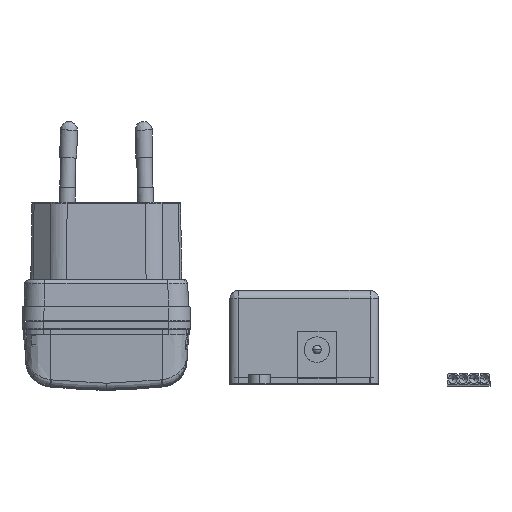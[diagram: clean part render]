
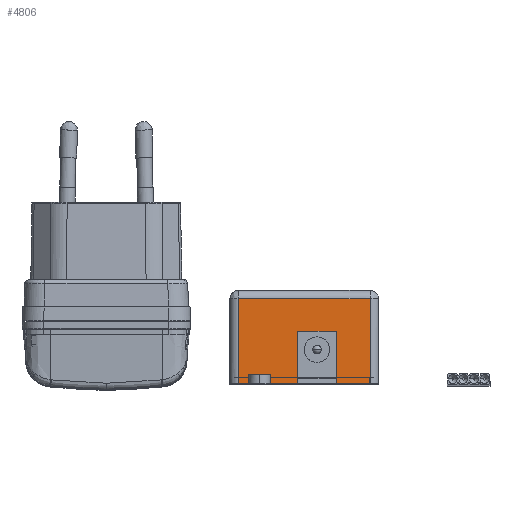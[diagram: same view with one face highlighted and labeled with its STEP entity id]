
A CAD part, top view. The second image highlights one B-rep face of the part: STEP entity #4806.
In plain terms, the highlighted planar face has unit normal (0, 0, 1).
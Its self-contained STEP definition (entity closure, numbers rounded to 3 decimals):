
#917 = CARTESIAN_POINT ( 'NONE',  ( 4.5, 12.4, 25. ) ) ;
#1734 = CARTESIAN_POINT ( 'NONE',  ( -1.5, 12.4, 25. ) ) ;
#2121 = B_SPLINE_CURVE_WITH_KNOTS ( 'NONE', 3,
 ( #44435, #42921, #46944, #27198 ),
 .UNSPECIFIED., .F., .F.,
 ( 4, 4 ),
 ( 0., 1. ),
 .UNSPECIFIED. ) ;
#2448 = CARTESIAN_POINT ( 'NONE',  ( -1.5, 0., 25. ) ) ;
#2808 = ORIENTED_EDGE ( 'NONE', *, *, #23083, .F. ) ;
#3380 = B_SPLINE_CURVE_WITH_KNOTS ( 'NONE', 3,
 ( #34882, #47411, #10630, #39127 ),
 .UNSPECIFIED., .F., .F.,
 ( 4, 4 ),
 ( 0., 1. ),
 .UNSPECIFIED. ) ;
#3891 = CARTESIAN_POINT ( 'NONE',  ( 7.5, 0., 25. ) ) ;
#3913 = B_SPLINE_CURVE_WITH_KNOTS ( 'NONE', 3,
 ( #2448, #22199, #18717, #5665 ),
 .UNSPECIFIED., .F., .F.,
 ( 4, 4 ),
 ( 0., 1. ),
 .UNSPECIFIED. ) ;
#3931 = CARTESIAN_POINT ( 'NONE',  ( 7.5, 0., 25. ) ) ;
#3960 = ORIENTED_EDGE ( 'NONE', *, *, #7470, .T. ) ;
#4462 = CARTESIAN_POINT ( 'NONE',  ( 15.5, 20., 25. ) ) ;
#4726 = CARTESIAN_POINT ( 'NONE',  ( -17.5, 22., 25. ) ) ;
#4806 = ADVANCED_FACE ( 'NONE', ( #41240 ), #36188, .F. ) ;
#5176 = EDGE_CURVE ( 'NONE', #30406, #47668, #38326, .T. ) ;
#5665 = CARTESIAN_POINT ( 'NONE',  ( -1.5, 12.4, 25. ) ) ;
#7120 = CARTESIAN_POINT ( 'NONE',  ( -5.833, 0., 25. ) ) ;
#7377 = CARTESIAN_POINT ( 'NONE',  ( -8., 0., 25. ) ) ;
#7470 = EDGE_CURVE ( 'NONE', #10410, #11268, #3913, .T. ) ;
#7604 = CARTESIAN_POINT ( 'NONE',  ( -8., 2.3, 25. ) ) ;
#7891 = EDGE_CURVE ( 'NONE', #20465, #9432, #35383, .T. ) ;
#7955 = DIRECTION ( 'NONE',  ( 0., -1., 0. ) ) ;
#8085 = EDGE_CURVE ( 'NONE', #9432, #44039, #30287, .T. ) ;
#8605 = B_SPLINE_CURVE_WITH_KNOTS ( 'NONE', 3,
 ( #1734, #37437, #917, #17207 ),
 .UNSPECIFIED., .F., .F.,
 ( 4, 4 ),
 ( 0., 1. ),
 .UNSPECIFIED. ) ;
#8996 = CARTESIAN_POINT ( 'NONE',  ( 15.5, 6.667, 25. ) ) ;
#9404 = CARTESIAN_POINT ( 'NONE',  ( 15.5, 0., 25. ) ) ;
#9432 = VERTEX_POINT ( 'NONE', #38117 ) ;
#9500 = CARTESIAN_POINT ( 'NONE',  ( -8., 2.3, 25. ) ) ;
#10410 = VERTEX_POINT ( 'NONE', #16886 ) ;
#10630 = CARTESIAN_POINT ( 'NONE',  ( -13., 0.767, 25. ) ) ;
#11268 = VERTEX_POINT ( 'NONE', #40489 ) ;
#11498 = CARTESIAN_POINT ( 'NONE',  ( -13., 2.3, 25. ) ) ;
#11659 = ORIENTED_EDGE ( 'NONE', *, *, #30289, .F. ) ;
#12418 = CARTESIAN_POINT ( 'NONE',  ( 7.5, 12.4, 25. ) ) ;
#14068 = CARTESIAN_POINT ( 'NONE',  ( -8., 0., 25. ) ) ;
#16064 = B_SPLINE_CURVE_WITH_KNOTS ( 'NONE', 3,
 ( #12418, #32404, #24153, #3891 ),
 .UNSPECIFIED., .F., .F.,
 ( 4, 4 ),
 ( 0., 1. ),
 .UNSPECIFIED. ) ;
#16531 = CARTESIAN_POINT ( 'NONE',  ( -15.5, 0., 25. ) ) ;
#16886 = CARTESIAN_POINT ( 'NONE',  ( -1.5, 0., 25. ) ) ;
#17106 = ORIENTED_EDGE ( 'NONE', *, *, #7891, .F. ) ;
#17114 = ORIENTED_EDGE ( 'NONE', *, *, #5176, .T. ) ;
#17207 = CARTESIAN_POINT ( 'NONE',  ( 7.5, 12.4, 25. ) ) ;
#18446 = CARTESIAN_POINT ( 'NONE',  ( -13.833, 0., 25. ) ) ;
#18593 = CARTESIAN_POINT ( 'NONE',  ( -1.5, 0., 25. ) ) ;
#18717 = CARTESIAN_POINT ( 'NONE',  ( -1.5, 8.267, 25. ) ) ;
#20377 = ORIENTED_EDGE ( 'NONE', *, *, #45646, .F. ) ;
#20465 = VERTEX_POINT ( 'NONE', #46468 ) ;
#20833 = B_SPLINE_CURVE_WITH_KNOTS ( 'NONE', 3,
 ( #42690, #30170, #34186, #26182 ),
 .UNSPECIFIED., .F., .F.,
 ( 4, 4 ),
 ( 0., 1. ),
 .UNSPECIFIED. ) ;
#21361 = EDGE_CURVE ( 'NONE', #23105, #36727, #16064, .T. ) ;
#22199 = CARTESIAN_POINT ( 'NONE',  ( -1.5, 4.133, 25. ) ) ;
#22602 = CARTESIAN_POINT ( 'NONE',  ( -8., 1.533, 25. ) ) ;
#23083 = EDGE_CURVE ( 'NONE', #47836, #31052, #52755, .T. ) ;
#23105 = VERTEX_POINT ( 'NONE', #27292 ) ;
#23950 = DIRECTION ( 'NONE',  ( 0., 0., -1. ) ) ;
#24153 = CARTESIAN_POINT ( 'NONE',  ( 7.5, 4.133, 25. ) ) ;
#24782 = CARTESIAN_POINT ( 'NONE',  ( -15.5, 20., 25. ) ) ;
#25414 = EDGE_CURVE ( 'NONE', #31052, #36727, #2121, .T. ) ;
#26182 = CARTESIAN_POINT ( 'NONE',  ( 15.5, 20., 25. ) ) ;
#26741 = ORIENTED_EDGE ( 'NONE', *, *, #37896, .T. ) ;
#26968 = CARTESIAN_POINT ( 'NONE',  ( -13., 0., 25. ) ) ;
#27198 = CARTESIAN_POINT ( 'NONE',  ( 7.5, 0., 25. ) ) ;
#27292 = CARTESIAN_POINT ( 'NONE',  ( 7.5, 12.4, 25. ) ) ;
#27590 = CARTESIAN_POINT ( 'NONE',  ( -11.333, 2.3, 25. ) ) ;
#27893 = EDGE_CURVE ( 'NONE', #30406, #20465, #3380, .T. ) ;
#29724 = ORIENTED_EDGE ( 'NONE', *, *, #8085, .F. ) ;
#30170 = CARTESIAN_POINT ( 'NONE',  ( -5.167, 20., 25. ) ) ;
#30287 = B_SPLINE_CURVE_WITH_KNOTS ( 'NONE', 3,
 ( #16531, #49321, #41035, #24782 ),
 .UNSPECIFIED., .F., .F.,
 ( 4, 4 ),
 ( 0., 1. ),
 .UNSPECIFIED. ) ;
#30289 = EDGE_CURVE ( 'NONE', #44039, #47836, #20833, .T. ) ;
#30290 = ORIENTED_EDGE ( 'NONE', *, *, #37737, .F. ) ;
#30318 = CARTESIAN_POINT ( 'NONE',  ( -8., 0.767, 25. ) ) ;
#30406 = VERTEX_POINT ( 'NONE', #11498 ) ;
#30597 = AXIS2_PLACEMENT_3D ( 'NONE', #4726, #23950, #7955 ) ;
#30841 = B_SPLINE_CURVE_WITH_KNOTS ( 'NONE', 3,
 ( #18593, #52163, #7120, #7377 ),
 .UNSPECIFIED., .F., .F.,
 ( 4, 4 ),
 ( 0., 1. ),
 .UNSPECIFIED. ) ;
#31052 = VERTEX_POINT ( 'NONE', #9404 ) ;
#31197 = ORIENTED_EDGE ( 'NONE', *, *, #21361, .T. ) ;
#31333 = CARTESIAN_POINT ( 'NONE',  ( -13., 2.3, 25. ) ) ;
#31703 = ORIENTED_EDGE ( 'NONE', *, *, #25414, .F. ) ;
#32404 = CARTESIAN_POINT ( 'NONE',  ( 7.5, 8.267, 25. ) ) ;
#32448 = CARTESIAN_POINT ( 'NONE',  ( -8., 0., 25. ) ) ;
#34186 = CARTESIAN_POINT ( 'NONE',  ( 5.167, 20., 25. ) ) ;
#34882 = CARTESIAN_POINT ( 'NONE',  ( -13., 2.3, 25. ) ) ;
#35383 = B_SPLINE_CURVE_WITH_KNOTS ( 'NONE', 3,
 ( #26968, #18446, #43211, #51766 ),
 .UNSPECIFIED., .F., .F.,
 ( 4, 4 ),
 ( 0., 1. ),
 .UNSPECIFIED. ) ;
#36136 = CARTESIAN_POINT ( 'NONE',  ( -8., 2.3, 25. ) ) ;
#36188 = PLANE ( 'NONE',  #30597 ) ;
#36727 = VERTEX_POINT ( 'NONE', #3931 ) ;
#37437 = CARTESIAN_POINT ( 'NONE',  ( 1.5, 12.4, 25. ) ) ;
#37737 = EDGE_CURVE ( 'NONE', #10410, #40078, #30841, .T. ) ;
#37896 = EDGE_CURVE ( 'NONE', #11268, #23105, #8605, .T. ) ;
#38117 = CARTESIAN_POINT ( 'NONE',  ( -15.5, 0., 25. ) ) ;
#38326 = B_SPLINE_CURVE_WITH_KNOTS ( 'NONE', 3,
 ( #31333, #27590, #44113, #7604 ),
 .UNSPECIFIED., .F., .F.,
 ( 4, 4 ),
 ( 0., 1. ),
 .UNSPECIFIED. ) ;
#39127 = CARTESIAN_POINT ( 'NONE',  ( -13., 0., 25. ) ) ;
#40078 = VERTEX_POINT ( 'NONE', #32448 ) ;
#40489 = CARTESIAN_POINT ( 'NONE',  ( -1.5, 12.4, 25. ) ) ;
#41035 = CARTESIAN_POINT ( 'NONE',  ( -15.5, 13.333, 25. ) ) ;
#41240 = FACE_OUTER_BOUND ( 'NONE', #42320, .T. ) ;
#42155 = ORIENTED_EDGE ( 'NONE', *, *, #27893, .F. ) ;
#42320 = EDGE_LOOP ( 'NONE', ( #11659, #29724, #17106, #42155, #17114, #20377, #30290, #3960, #26741, #31197, #31703, #2808 ) ) ;
#42690 = CARTESIAN_POINT ( 'NONE',  ( -15.5, 20., 25. ) ) ;
#42921 = CARTESIAN_POINT ( 'NONE',  ( 12.833, 0., 25. ) ) ;
#43211 = CARTESIAN_POINT ( 'NONE',  ( -14.667, 0., 25. ) ) ;
#44039 = VERTEX_POINT ( 'NONE', #46301 ) ;
#44108 = CARTESIAN_POINT ( 'NONE',  ( 15.5, 20., 25. ) ) ;
#44113 = CARTESIAN_POINT ( 'NONE',  ( -9.667, 2.3, 25. ) ) ;
#44435 = CARTESIAN_POINT ( 'NONE',  ( 15.5, 0., 25. ) ) ;
#45526 = CARTESIAN_POINT ( 'NONE',  ( 15.5, 13.333, 25. ) ) ;
#45646 = EDGE_CURVE ( 'NONE', #40078, #47668, #49275, .T. ) ;
#46301 = CARTESIAN_POINT ( 'NONE',  ( -15.5, 20., 25. ) ) ;
#46468 = CARTESIAN_POINT ( 'NONE',  ( -13., 0., 25. ) ) ;
#46944 = CARTESIAN_POINT ( 'NONE',  ( 10.167, 0., 25. ) ) ;
#47411 = CARTESIAN_POINT ( 'NONE',  ( -13., 1.533, 25. ) ) ;
#47668 = VERTEX_POINT ( 'NONE', #9500 ) ;
#47836 = VERTEX_POINT ( 'NONE', #44108 ) ;
#49258 = CARTESIAN_POINT ( 'NONE',  ( 15.5, 0., 25. ) ) ;
#49275 = B_SPLINE_CURVE_WITH_KNOTS ( 'NONE', 3,
 ( #14068, #30318, #22602, #36136 ),
 .UNSPECIFIED., .F., .F.,
 ( 4, 4 ),
 ( 0., 1. ),
 .UNSPECIFIED. ) ;
#49321 = CARTESIAN_POINT ( 'NONE',  ( -15.5, 6.667, 25. ) ) ;
#51766 = CARTESIAN_POINT ( 'NONE',  ( -15.5, 0., 25. ) ) ;
#52163 = CARTESIAN_POINT ( 'NONE',  ( -3.667, 0., 25. ) ) ;
#52755 = B_SPLINE_CURVE_WITH_KNOTS ( 'NONE', 3,
 ( #4462, #45526, #8996, #49258 ),
 .UNSPECIFIED., .F., .F.,
 ( 4, 4 ),
 ( 0., 1. ),
 .UNSPECIFIED. ) ;
